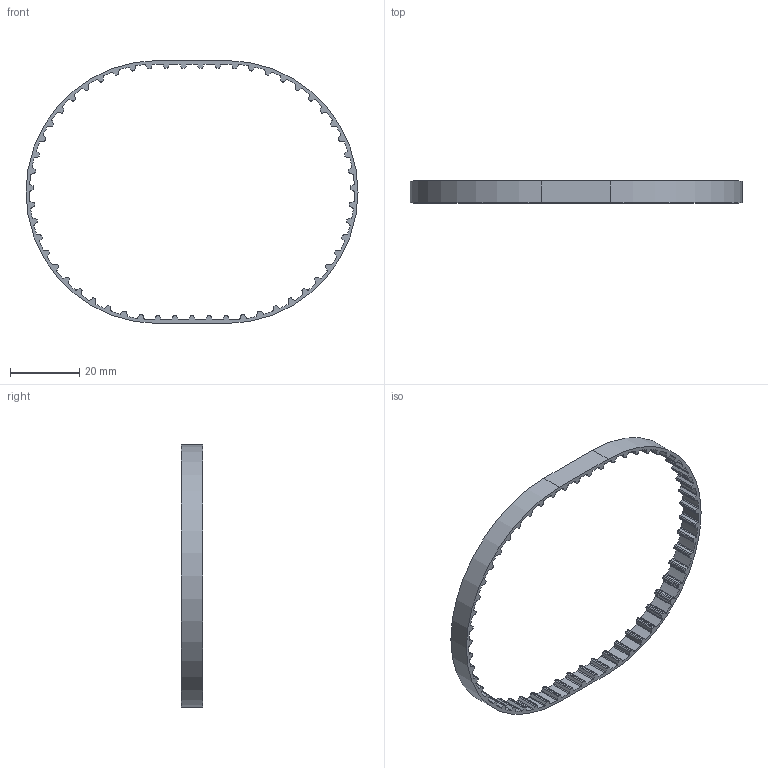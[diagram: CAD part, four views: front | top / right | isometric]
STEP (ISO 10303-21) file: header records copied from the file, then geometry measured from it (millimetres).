
FILE_DESCRIPTION (( 'STEP AP214' ), '1' );
FILE_NAME ('110XL025NG.step', '2015-04-08T23:01:20', ( '' ), ( '' ), 'SwSTEP 2.0', 'SolidWorks 2014', '' );
FILE_SCHEMA (( 'AUTOMOTIVE_DESIGN' ));
Length unit declared in the file: inch
Products named in the file (1): 110XL025NG
Bounding box: 96.21 x 6.35 x 76.2 mm (x, y, z)
Volume: 2437.7 mm3; surface area: 4765.2 mm2
Topology: 1 solids, 1 shells, 478 faces, 1428 edges, 952 vertices
Faces by surface type: cylinder 300, plane 178
Entity records: 16376 total; most frequent: DIRECTION 2986, CARTESIAN_POINT 2859, ORIENTED_EDGE 2856, EDGE_CURVE 1428, AXIS2_PLACEMENT_3D 1079, VERTEX_POINT 952, VECTOR 828, LINE 828
